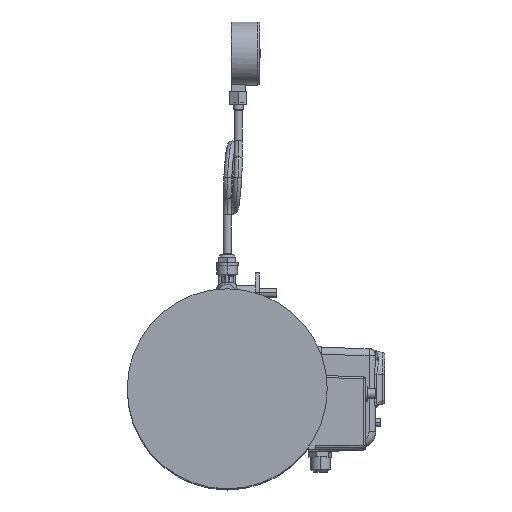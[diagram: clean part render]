
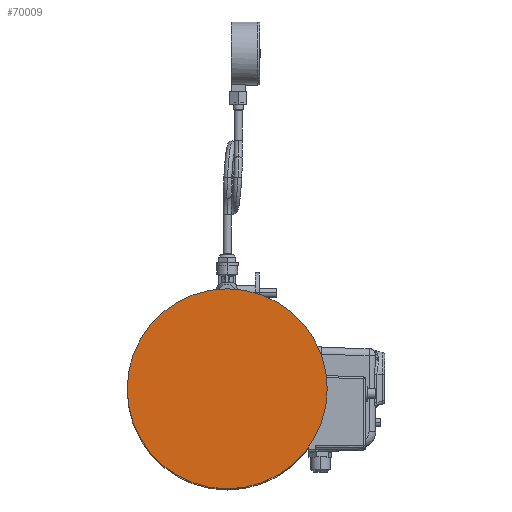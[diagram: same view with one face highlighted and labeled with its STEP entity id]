
A CAD part, top view. The second image highlights one B-rep face of the part: STEP entity #70009.
In plain terms, the highlighted planar face has unit normal (0, 0, 1).
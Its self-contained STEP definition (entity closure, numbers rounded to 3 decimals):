
#3607 = EDGE_LOOP ( 'NONE', ( #28494, #56036 ) ) ;
#4053 = DIRECTION ( 'NONE',  ( 0., 0., 1. ) ) ;
#4575 = DIRECTION ( 'NONE',  ( 0., -1., 0. ) ) ;
#10897 = DIRECTION ( 'NONE',  ( 0., -1., 0. ) ) ;
#12401 = DIRECTION ( 'NONE',  ( 0., 0., 1. ) ) ;
#15093 = CIRCLE ( 'NONE', #72426, 100. ) ;
#19610 = CARTESIAN_POINT ( 'NONE',  ( 118.464, -85., 650. ) ) ;
#22226 = CARTESIAN_POINT ( 'NONE',  ( 162.914, -85., 650. ) ) ;
#22991 = AXIS2_PLACEMENT_3D ( 'NONE', #22226, #68417, #29428 ) ;
#27177 = CARTESIAN_POINT ( 'NONE',  ( 118.464, -85., 650. ) ) ;
#28494 = ORIENTED_EDGE ( 'NONE', *, *, #72015, .T. ) ;
#29428 = DIRECTION ( 'NONE',  ( 0., 1., 0. ) ) ;
#36615 = PLANE ( 'NONE',  #22991 ) ;
#43304 = CIRCLE ( 'NONE', #89130, 100. ) ;
#54947 = CARTESIAN_POINT ( 'NONE',  ( 118.464, 15., 650. ) ) ;
#56036 = ORIENTED_EDGE ( 'NONE', *, *, #79687, .T. ) ;
#62409 = VERTEX_POINT ( 'NONE', #64422 ) ;
#64422 = CARTESIAN_POINT ( 'NONE',  ( 118.464, -185., 650. ) ) ;
#68417 = DIRECTION ( 'NONE',  ( 0., 0., 1. ) ) ;
#70009 = ADVANCED_FACE ( 'Defeature completata21_0', ( #99140 ), #36615, .T. ) ;
#71744 = VERTEX_POINT ( 'NONE', #54947 ) ;
#72015 = EDGE_CURVE ( 'Defeature completata21_0+Defeature completata21_1+Defeature completata21_1+Defeature completata21_1', #62409, #71744, #15093, .T. ) ;
#72426 = AXIS2_PLACEMENT_3D ( 'NONE', #27177, #4053, #4575 ) ;
#79687 = EDGE_CURVE ( 'Defeature completata21_0+Defeature completata21_1+Defeature completata21_1+Defeature completata21_1', #71744, #62409, #43304, .T. ) ;
#89130 = AXIS2_PLACEMENT_3D ( 'NONE', #19610, #12401, #10897 ) ;
#99140 = FACE_OUTER_BOUND ( 'NONE', #3607, .T. ) ;
